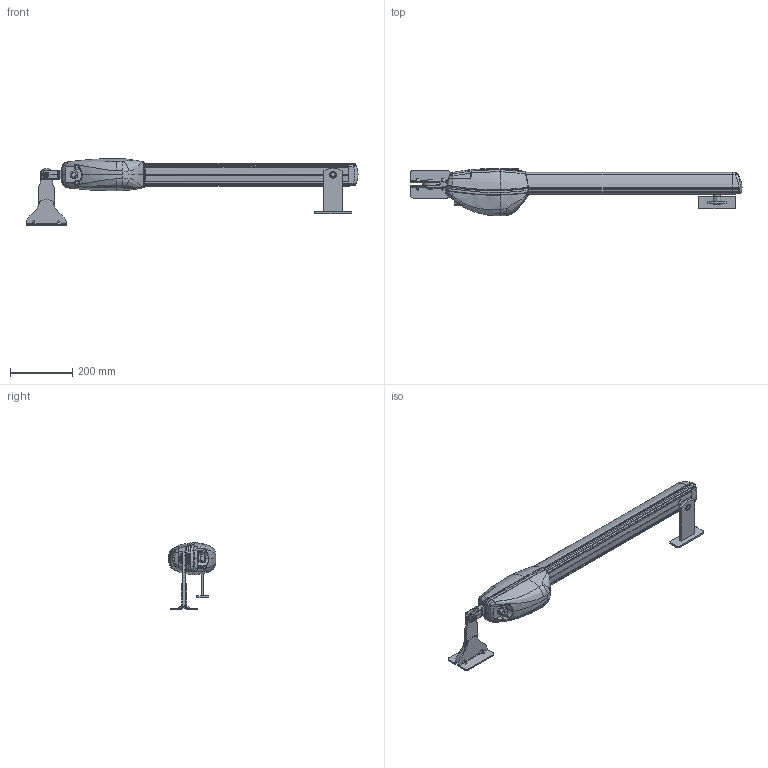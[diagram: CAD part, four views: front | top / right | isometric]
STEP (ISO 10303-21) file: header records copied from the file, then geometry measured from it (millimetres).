
FILE_DESCRIPTION (( 'STEP AP214' ), '1' );
FILE_NAME ('BE20-400 staffa lunga.STEP', '2023-03-03T07:46:50', ( '' ), ( '' ), 'SwSTEP 2.0', 'SolidWorks 2021', '' );
FILE_SCHEMA (( 'AUTOMOTIVE_DESIGN' ));
Length unit declared in the file: millimetre
Products named in the file (1): BE20-400 staffa lunga
Bounding box: 1069.57 x 154.63 x 215.39 mm (x, y, z)
Volume: 5688172.7 mm3; surface area: 465205.1 mm2
Topology: 6 solids, 9 shells, 1326 faces, 3501 edges, 2225 vertices
Faces by surface type: bspline 581, plane 353, cylinder 262, cone 88, torus 42
Entity records: 83951 total; most frequent: CARTESIAN_POINT 56984, ORIENTED_EDGE 6986, EDGE_CURVE 3493, DIRECTION 3255, VERTEX_POINT 2225, B_SPLINE_CURVE_WITH_KNOTS 2001, EDGE_LOOP 1374, FACE_OUTER_BOUND 1326
